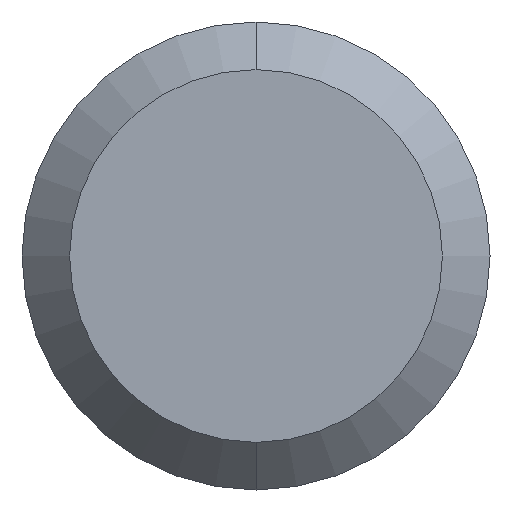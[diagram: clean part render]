
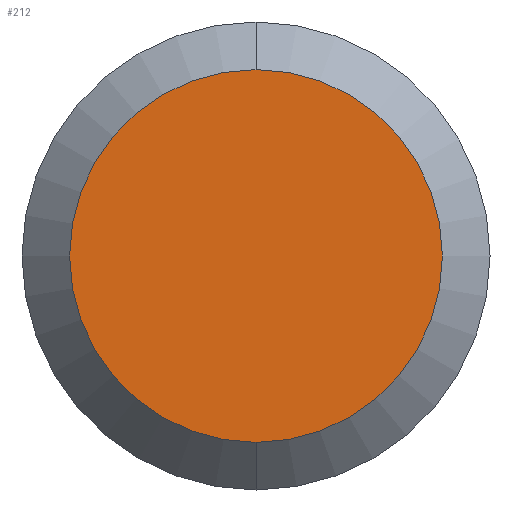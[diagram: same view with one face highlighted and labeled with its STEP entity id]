
A CAD part, front view. The second image highlights one B-rep face of the part: STEP entity #212.
In plain terms, the highlighted planar face has unit normal (0, -1, 0).
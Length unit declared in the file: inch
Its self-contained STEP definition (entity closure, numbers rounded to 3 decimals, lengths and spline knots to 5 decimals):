
#13 = CIRCLE ( 'NONE', #132, 0.07828 ) ;
#35 = CARTESIAN_POINT ( 'NONE',  ( 0., 0., -0.07828 ) ) ;
#41 = CIRCLE ( 'NONE', #104, 0.07828 ) ;
#67 = DIRECTION ( 'NONE',  ( 0., 0., 1. ) ) ;
#99 = CARTESIAN_POINT ( 'NONE',  ( 0., 0., 0. ) ) ;
#101 = DIRECTION ( 'NONE',  ( 0., -1., 0. ) ) ;
#104 = AXIS2_PLACEMENT_3D ( 'NONE', #99, #101, #184 ) ;
#106 = DIRECTION ( 'NONE',  ( 0., 1., 0. ) ) ;
#131 = AXIS2_PLACEMENT_3D ( 'NONE', #211, #106, #67 ) ;
#132 = AXIS2_PLACEMENT_3D ( 'NONE', #208, #209, #152 ) ;
#138 = CARTESIAN_POINT ( 'NONE',  ( 0., 0., 0.07828 ) ) ;
#152 = DIRECTION ( 'NONE',  ( 0., 0., 1. ) ) ;
#171 = EDGE_LOOP ( 'NONE', ( #210, #188 ) ) ;
#180 = PLANE ( 'NONE',  #131 ) ;
#184 = DIRECTION ( 'NONE',  ( 0., 0., 1. ) ) ;
#188 = ORIENTED_EDGE ( 'NONE', *, *, #215, .T. ) ;
#191 = FACE_OUTER_BOUND ( 'NONE', #171, .T. ) ;
#208 = CARTESIAN_POINT ( 'NONE',  ( 0., 0., 0. ) ) ;
#209 = DIRECTION ( 'NONE',  ( 0., -1., 0. ) ) ;
#210 = ORIENTED_EDGE ( 'NONE', *, *, #260, .T. ) ;
#211 = CARTESIAN_POINT ( 'NONE',  ( 0., 0., 0. ) ) ;
#212 = ADVANCED_FACE ( 'NONE', ( #191 ), #180, .F. ) ;
#215 = EDGE_CURVE ( 'NONE', #261, #239, #13, .T. ) ;
#239 = VERTEX_POINT ( 'NONE', #138 ) ;
#260 = EDGE_CURVE ( 'NONE', #239, #261, #41, .T. ) ;
#261 = VERTEX_POINT ( 'NONE', #35 ) ;
